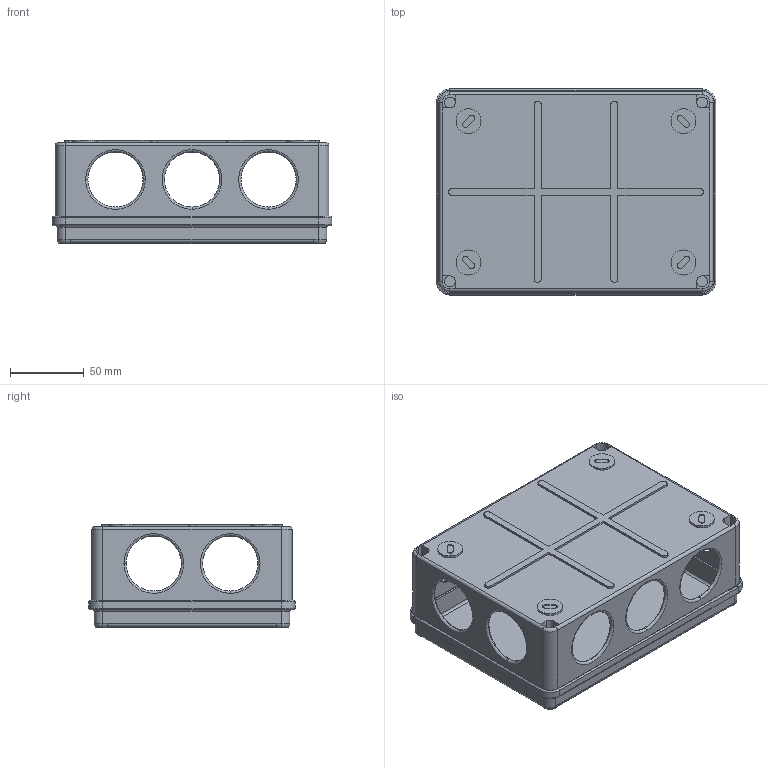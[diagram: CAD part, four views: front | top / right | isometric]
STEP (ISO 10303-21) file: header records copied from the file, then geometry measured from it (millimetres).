
FILE_DESCRIPTION (( 'STEP AP214' ), '1' );
FILE_NAME ('GE41243.STEP', '2021-11-09T09:23:29', ( '' ), ( '' ), 'SwSTEP 2.0', 'SolidWorks 2017', '' );
FILE_SCHEMA (( 'AUTOMOTIVE_DESIGN' ));
Length unit declared in the file: millimetre
Products named in the file (1): GE41243
Bounding box: 190 x 140 x 70 mm (x, y, z)
Volume: 173998.8 mm3; surface area: 198137.6 mm2
Topology: 2 solids, 2 shells, 641 faces, 1628 edges, 1016 vertices
Faces by surface type: cylinder 296, plane 249, torus 80, bspline 16
Entity records: 28912 total; most frequent: CARTESIAN_POINT 6083, DIRECTION 3428, ORIENTED_EDGE 3240, EDGE_CURVE 1620, AXIS2_PLACEMENT_3D 1280, VERTEX_POINT 1016, LINE 868, VECTOR 868
